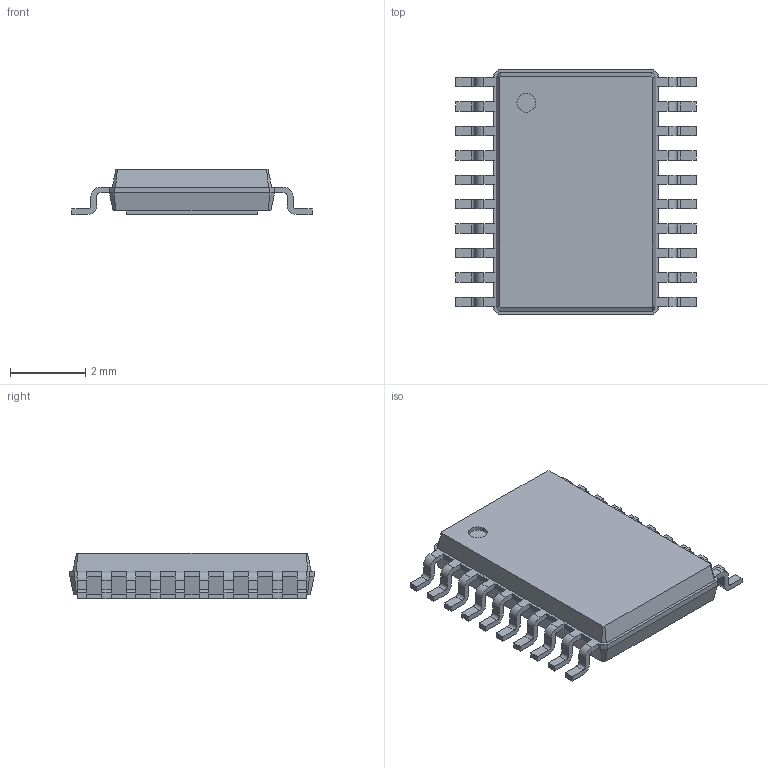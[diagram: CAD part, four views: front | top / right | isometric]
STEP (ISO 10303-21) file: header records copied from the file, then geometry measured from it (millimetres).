
FILE_DESCRIPTION(/* description */ (''),/* implementation_level */ '2;1');
FILE_NAME(/* name */ 'HTSSOP-20-1EP_4.4x6.5mm_P0.65mm_EP3.4x6.step',/* time_stamp */ '2021-08-24T12:45:35+02:00',/* author */ (''),/* organization */ (''),/* preprocessor_version */ 'ST-DEVELOPER v18.1',/* originating_system */ 'Autodesk Translation Framework v10.9.0.1377',/* authorisation */ '');
FILE_SCHEMA (('AUTOMOTIVE_DESIGN { 1 0 10303 214 3 1 1 }'));
Length unit declared in the file: millimetre
Products named in the file (2): (Unsaved); Component1
Assembly tree (1 placements, depth 2):
  (Unsaved)
    Component1
Bounding box: 6.4 x 6.5 x 1.2 mm (x, y, z)
Volume: 32.8 mm3; surface area: 101.4 mm2
Topology: 1 solids, 1 shells, 341 faces, 907 edges, 570 vertices
Faces by surface type: plane 260, cylinder 81
Full cylindrical faces by diameter (mm): 0.5 x1
Entity records: 10806 total; most frequent: CARTESIAN_POINT 1821, ORIENTED_EDGE 1814, DIRECTION 1757, EDGE_CURVE 907, LINE 745, VECTOR 745, VERTEX_POINT 570, AXIS2_PLACEMENT_3D 506
